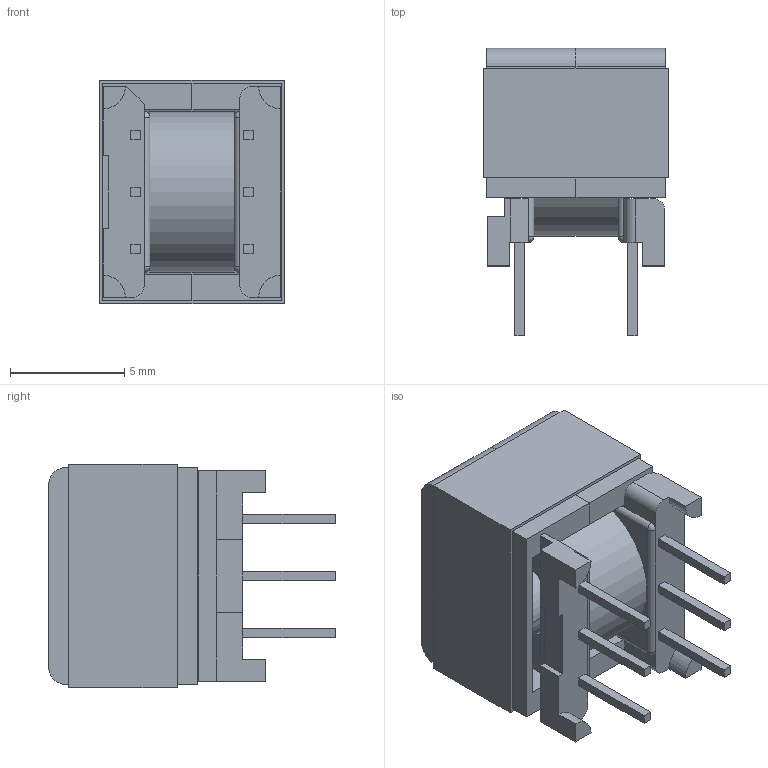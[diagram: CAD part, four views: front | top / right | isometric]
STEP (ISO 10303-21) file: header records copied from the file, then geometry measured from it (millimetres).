
FILE_DESCRIPTION (( 'STEP AP214' ), '1' );
FILE_NAME ('EP7_2150.STEP', '2019-01-31T19:36:07', ( '' ), ( '' ), 'SwSTEP 2.0', 'SolidWorks 2017', '' );
FILE_SCHEMA (( 'AUTOMOTIVE_DESIGN' ));
Length unit declared in the file: millimetre
Products named in the file (5): 440-9986-2365; 150-2365_6A; 070-2150_coil; 070-2150_6P; EP7_2150
Assembly tree (5 placements, depth 2):
  EP7_2150
    070-2150_6P
    070-2150_coil
    150-2365_6A  x2
    440-9986-2365
Bounding box: 8.08 x 12.54 x 9.78 mm (x, y, z)
Volume: 524.7 mm3; surface area: 1530.9 mm2
Topology: 5 solids, 5 shells, 141 faces, 348 edges, 223 vertices
Faces by surface type: plane 95, cylinder 36, torus 6, sphere 4
Entity records: 4335 total; most frequent: DIRECTION 653, CARTESIAN_POINT 641, ORIENTED_EDGE 616, EDGE_CURVE 308, LINE 231, VECTOR 231, AXIS2_PLACEMENT_3D 211, VERTEX_POINT 199
